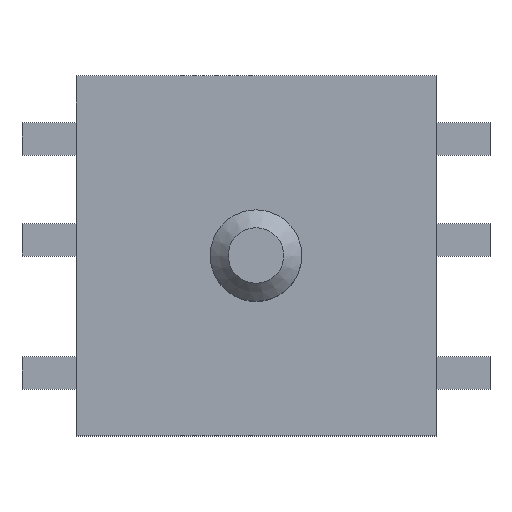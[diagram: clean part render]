
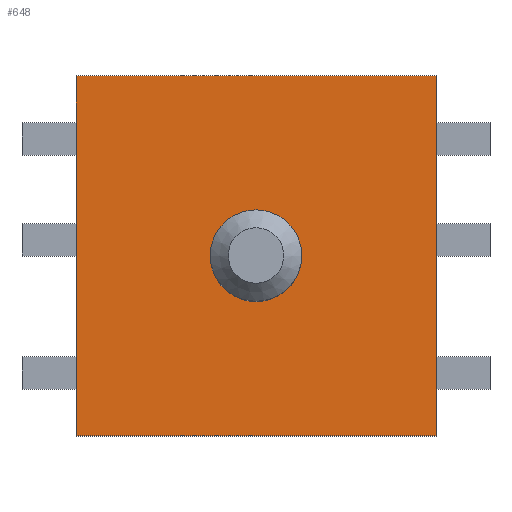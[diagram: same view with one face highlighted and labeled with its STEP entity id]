
A CAD part, top view. The second image highlights one B-rep face of the part: STEP entity #648.
In plain terms, the highlighted planar face has unit normal (0, 0, 1).
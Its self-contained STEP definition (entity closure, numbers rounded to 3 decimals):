
#15=FACE_BOUND('',#113,.T.);
#45=PLANE('',#698);
#79=FACE_OUTER_BOUND('',#112,.T.);
#112=EDGE_LOOP('',(#583,#584,#585,#586));
#113=EDGE_LOOP('',(#587));
#185=LINE('',#1017,#271);
#188=LINE('',#1022,#274);
#194=LINE('',#1032,#280);
#198=LINE('',#1037,#284);
#271=VECTOR('',#834,10.);
#274=VECTOR('',#839,10.);
#280=VECTOR('',#847,10.);
#284=VECTOR('',#853,10.);
#289=CIRCLE('',#668,1.27);
#292=VERTEX_POINT('',#868);
#343=VERTEX_POINT('',#1014);
#344=VERTEX_POINT('',#1016);
#345=VERTEX_POINT('',#1021);
#348=VERTEX_POINT('',#1031);
#353=EDGE_CURVE('',#292,#292,#289,.T.);
#422=EDGE_CURVE('',#344,#343,#185,.T.);
#425=EDGE_CURVE('',#345,#344,#188,.T.);
#431=EDGE_CURVE('',#348,#345,#194,.T.);
#435=EDGE_CURVE('',#343,#348,#198,.T.);
#583=ORIENTED_EDGE('',*,*,#435,.T.);
#584=ORIENTED_EDGE('',*,*,#431,.T.);
#585=ORIENTED_EDGE('',*,*,#425,.T.);
#586=ORIENTED_EDGE('',*,*,#422,.T.);
#587=ORIENTED_EDGE('',*,*,#353,.T.);
#648=ADVANCED_FACE('',(#79,#15),#45,.T.);
#668=AXIS2_PLACEMENT_3D('',#870,#712,#713);
#698=AXIS2_PLACEMENT_3D('',#1040,#856,#857);
#712=DIRECTION('center_axis',(0.,0.,-1.));
#713=DIRECTION('ref_axis',(1.,0.,0.));
#834=DIRECTION('',(-1.,0.,0.));
#839=DIRECTION('',(0.,1.,0.));
#847=DIRECTION('',(1.,0.,0.));
#853=DIRECTION('',(0.,-1.,0.));
#856=DIRECTION('center_axis',(0.,0.,1.));
#857=DIRECTION('ref_axis',(1.,0.,0.));
#868=CARTESIAN_POINT('',(-1.27,0.,2.35));
#870=CARTESIAN_POINT('Origin',(0.,0.,2.35));
#1014=CARTESIAN_POINT('',(-5.,5.,2.35));
#1016=CARTESIAN_POINT('',(5.,5.,2.35));
#1017=CARTESIAN_POINT('',(-5.,5.,2.35));
#1021=CARTESIAN_POINT('',(5.,-5.,2.35));
#1022=CARTESIAN_POINT('',(5.,5.,2.35));
#1031=CARTESIAN_POINT('',(-5.,-5.,2.35));
#1032=CARTESIAN_POINT('',(5.,-5.,2.35));
#1037=CARTESIAN_POINT('',(-5.,-5.,2.35));
#1040=CARTESIAN_POINT('Origin',(0.,0.,2.35));
